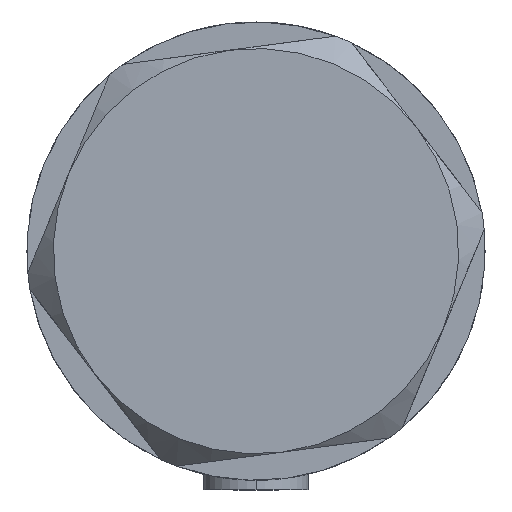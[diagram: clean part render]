
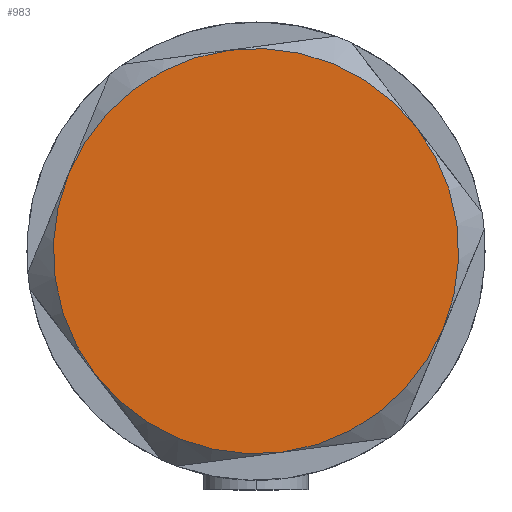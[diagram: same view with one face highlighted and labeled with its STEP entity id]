
A CAD part, left-side view. The second image highlights one B-rep face of the part: STEP entity #983.
In plain terms, the highlighted face is planar.
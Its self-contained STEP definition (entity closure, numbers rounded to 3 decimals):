
#221 = VERTEX_POINT ( 'NONE', #4736 ) ;
#246 = DIRECTION ( 'NONE',  ( 0., 0., 1. ) ) ;
#294 = AXIS2_PLACEMENT_3D ( 'NONE', #1850, #1134, #5100 ) ;
#423 = CARTESIAN_POINT ( 'NONE',  ( 0., 0., 9. ) ) ;
#504 = DIRECTION ( 'NONE',  ( 1., 0., 0. ) ) ;
#763 = DIRECTION ( 'NONE',  ( 0., 0., 1. ) ) ;
#958 = VERTEX_POINT ( 'NONE', #1444 ) ;
#959 = VERTEX_POINT ( 'NONE', #3948 ) ;
#983 = ADVANCED_FACE ( 'NONE', ( #3868 ), #4634, .T. ) ;
#1029 = CIRCLE ( 'NONE', #5141, 23. ) ;
#1061 = DIRECTION ( 'NONE',  ( 1., 0., 0. ) ) ;
#1072 = DIRECTION ( 'NONE',  ( 0., 0., 1. ) ) ;
#1134 = DIRECTION ( 'NONE',  ( 0., 0., 1. ) ) ;
#1198 = CIRCLE ( 'NONE', #2357, 23. ) ;
#1283 = CIRCLE ( 'NONE', #2009, 23. ) ;
#1323 = VERTEX_POINT ( 'NONE', #2792 ) ;
#1444 = CARTESIAN_POINT ( 'NONE',  ( 23., 0., 9. ) ) ;
#1528 = EDGE_CURVE ( 'NONE', #958, #221, #1198, .T. ) ;
#1609 = AXIS2_PLACEMENT_3D ( 'NONE', #3103, #763, #2276 ) ;
#1611 = DIRECTION ( 'NONE',  ( 1., 0., 0. ) ) ;
#1775 = AXIS2_PLACEMENT_3D ( 'NONE', #3875, #246, #1061 ) ;
#1791 = CARTESIAN_POINT ( 'NONE',  ( -11.5, -19.919, 9. ) ) ;
#1850 = CARTESIAN_POINT ( 'NONE',  ( 0., 0., 9. ) ) ;
#2009 = AXIS2_PLACEMENT_3D ( 'NONE', #3562, #5177, #1611 ) ;
#2015 = EDGE_CURVE ( 'NONE', #1323, #2748, #1283, .T. ) ;
#2052 = EDGE_CURVE ( 'NONE', #3322, #1323, #4738, .T. ) ;
#2276 = DIRECTION ( 'NONE',  ( 1., 0., 0. ) ) ;
#2304 = CARTESIAN_POINT ( 'NONE',  ( -11.5, 19.919, 9. ) ) ;
#2357 = AXIS2_PLACEMENT_3D ( 'NONE', #423, #4018, #3602 ) ;
#2369 = ORIENTED_EDGE ( 'NONE', *, *, #3163, .T. ) ;
#2440 = ORIENTED_EDGE ( 'NONE', *, *, #1528, .T. ) ;
#2525 = CIRCLE ( 'NONE', #1609, 23. ) ;
#2748 = VERTEX_POINT ( 'NONE', #1791 ) ;
#2792 = CARTESIAN_POINT ( 'NONE',  ( -23., 0., 9. ) ) ;
#2897 = DIRECTION ( 'NONE',  ( 0., 0., 1. ) ) ;
#3086 = CARTESIAN_POINT ( 'NONE',  ( 0., 0., 9. ) ) ;
#3103 = CARTESIAN_POINT ( 'NONE',  ( 0., 0., 9. ) ) ;
#3163 = EDGE_CURVE ( 'NONE', #221, #3322, #1029, .T. ) ;
#3269 = CARTESIAN_POINT ( 'NONE',  ( 0., 0., 9. ) ) ;
#3299 = ORIENTED_EDGE ( 'NONE', *, *, #2052, .T. ) ;
#3320 = ORIENTED_EDGE ( 'NONE', *, *, #2015, .T. ) ;
#3322 = VERTEX_POINT ( 'NONE', #2304 ) ;
#3347 = ORIENTED_EDGE ( 'NONE', *, *, #3768, .T. ) ;
#3417 = ORIENTED_EDGE ( 'NONE', *, *, #4047, .T. ) ;
#3459 = DIRECTION ( 'NONE',  ( 1., 0., 0. ) ) ;
#3562 = CARTESIAN_POINT ( 'NONE',  ( 0., 0., 9. ) ) ;
#3602 = DIRECTION ( 'NONE',  ( 1., 0., 0. ) ) ;
#3768 = EDGE_CURVE ( 'NONE', #959, #958, #2525, .T. ) ;
#3868 = FACE_OUTER_BOUND ( 'NONE', #3872, .T. ) ;
#3872 = EDGE_LOOP ( 'NONE', ( #3347, #2440, #2369, #3299, #3320, #3417 ) ) ;
#3875 = CARTESIAN_POINT ( 'NONE',  ( 0., 0., 9. ) ) ;
#3948 = CARTESIAN_POINT ( 'NONE',  ( 11.5, -19.919, 9. ) ) ;
#4018 = DIRECTION ( 'NONE',  ( 0., 0., 1. ) ) ;
#4047 = EDGE_CURVE ( 'NONE', #2748, #959, #4070, .T. ) ;
#4070 = CIRCLE ( 'NONE', #1775, 23. ) ;
#4565 = AXIS2_PLACEMENT_3D ( 'NONE', #3269, #2897, #504 ) ;
#4634 = PLANE ( 'NONE',  #294 ) ;
#4736 = CARTESIAN_POINT ( 'NONE',  ( 11.5, 19.919, 9. ) ) ;
#4738 = CIRCLE ( 'NONE', #4565, 23. ) ;
#5100 = DIRECTION ( 'NONE',  ( 1., 0., 0. ) ) ;
#5141 = AXIS2_PLACEMENT_3D ( 'NONE', #3086, #1072, #3459 ) ;
#5177 = DIRECTION ( 'NONE',  ( 0., 0., 1. ) ) ;
